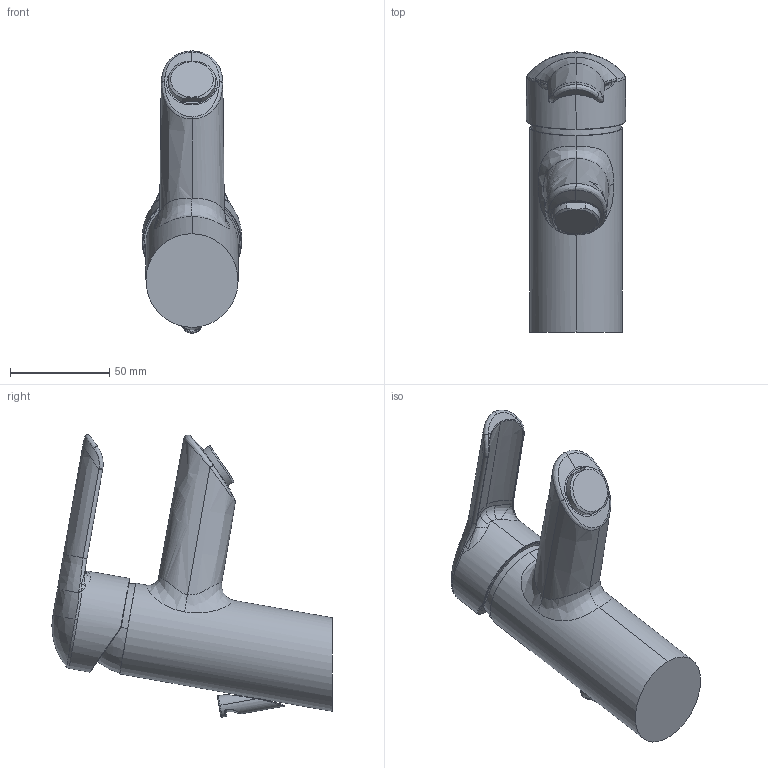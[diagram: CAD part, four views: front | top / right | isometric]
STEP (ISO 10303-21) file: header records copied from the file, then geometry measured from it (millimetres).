
FILE_DESCRIPTION (( 'STEP AP203' ), '1' );
FILE_NAME ('52402273.STEP', '2022-04-28T06:18:20', ( '' ), ( '' ), 'SwSTEP 2.0', 'SolidWorks 2016', '' );
FILE_SCHEMA (( 'CONFIG_CONTROL_DESIGN' ));
Length unit declared in the file: millimetre
Products named in the file (1): 52402273
Bounding box: 50 x 141.45 x 142.55 mm (x, y, z)
Volume: 311908.7 mm3; surface area: 36952.7 mm2
Topology: 1 solids, 1 shells, 137 faces, 345 edges, 210 vertices
Faces by surface type: bspline 91, cylinder 24, plane 14, cone 4, torus 2, sphere 2
Entity records: 16576 total; most frequent: CARTESIAN_POINT 14045, ORIENTED_EDGE 682, EDGE_CURVE 341, B_SPLINE_CURVE_WITH_KNOTS 258, VERTEX_POINT 210, DIRECTION 206, EDGE_LOOP 141, ADVANCED_FACE 137
